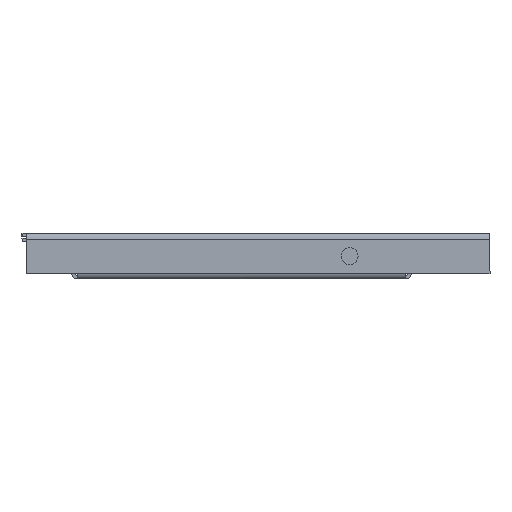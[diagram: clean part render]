
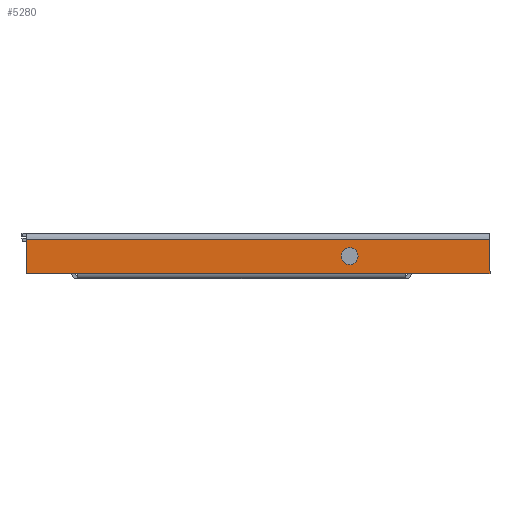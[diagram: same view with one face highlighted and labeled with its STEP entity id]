
A CAD part, left-side view. The second image highlights one B-rep face of the part: STEP entity #5280.
In plain terms, the highlighted planar face has unit normal (-1, 0, 0).
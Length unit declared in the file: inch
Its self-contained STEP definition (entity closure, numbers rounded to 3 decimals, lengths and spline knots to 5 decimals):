
#4 = CARTESIAN_POINT ( 'NONE',  ( -10.077, 0., 0. ) ) ;
#40 = CARTESIAN_POINT ( 'NONE',  ( -10.077, 6.8672, -0.6272 ) ) ;
#64 = VERTEX_POINT ( 'NONE', #5285 ) ;
#170 = LINE ( 'NONE', #4301, #6460 ) ;
#181 = VECTOR ( 'NONE', #2423, 39.37008 ) ;
#272 = DIRECTION ( 'NONE',  ( 0., 0., 1. ) ) ;
#625 = DIRECTION ( 'NONE',  ( 0., 0., -1. ) ) ;
#665 = EDGE_CURVE ( 'NONE', #1087, #64, #4614, .T. ) ;
#870 = ORIENTED_EDGE ( 'NONE', *, *, #6571, .T. ) ;
#971 = ORIENTED_EDGE ( 'NONE', *, *, #4542, .F. ) ;
#1085 = ORIENTED_EDGE ( 'NONE', *, *, #7465, .T. ) ;
#1087 = VERTEX_POINT ( 'NONE', #40 ) ;
#1269 = DIRECTION ( 'NONE',  ( -1., 0., 0. ) ) ;
#1280 = LINE ( 'NONE', #4680, #2062 ) ;
#1664 = CARTESIAN_POINT ( 'NONE',  ( -10.077, 0., -0.6272 ) ) ;
#1732 = FACE_OUTER_BOUND ( 'NONE', #3364, .T. ) ;
#2062 = VECTOR ( 'NONE', #625, 39.37008 ) ;
#2118 = ORIENTED_EDGE ( 'NONE', *, *, #3342, .F. ) ;
#2325 = DIRECTION ( 'NONE',  ( 1., 0., 0. ) ) ;
#2403 = VECTOR ( 'NONE', #6565, 39.37008 ) ;
#2423 = DIRECTION ( 'NONE',  ( 0., -1., 0. ) ) ;
#2452 = CIRCLE ( 'NONE', #3083, 0.125 ) ;
#2492 = CARTESIAN_POINT ( 'NONE',  ( -10.077, 0.0522, -0.125 ) ) ;
#2702 = VERTEX_POINT ( 'NONE', #4707 ) ;
#2706 = CARTESIAN_POINT ( 'NONE',  ( -10.077, 2.1152, -0.2397 ) ) ;
#3062 = VERTEX_POINT ( 'NONE', #5074 ) ;
#3083 = AXIS2_PLACEMENT_3D ( 'NONE', #4718, #1269, #5328 ) ;
#3217 = VERTEX_POINT ( 'NONE', #2706 ) ;
#3293 = AXIS2_PLACEMENT_3D ( 'NONE', #4, #2325, #6421 ) ;
#3342 = EDGE_CURVE ( 'NONE', #3217, #3217, #2452, .T. ) ;
#3364 = EDGE_LOOP ( 'NONE', ( #971, #870, #5190, #1085 ) ) ;
#3446 = EDGE_LOOP ( 'NONE', ( #2118 ) ) ;
#4301 = CARTESIAN_POINT ( 'NONE',  ( -10.077, 0.0522, 0. ) ) ;
#4542 = EDGE_CURVE ( 'NONE', #2702, #3062, #6511, .T. ) ;
#4614 = LINE ( 'NONE', #1664, #181 ) ;
#4680 = CARTESIAN_POINT ( 'NONE',  ( -10.077, 6.8672, 0. ) ) ;
#4707 = CARTESIAN_POINT ( 'NONE',  ( -10.077, 6.8672, -0.125 ) ) ;
#4718 = CARTESIAN_POINT ( 'NONE',  ( -10.077, 2.1152, -0.3647 ) ) ;
#5074 = CARTESIAN_POINT ( 'NONE',  ( -10.077, 0.0522, -0.125 ) ) ;
#5190 = ORIENTED_EDGE ( 'NONE', *, *, #665, .T. ) ;
#5280 = ADVANCED_FACE ( 'NONE', ( #6199, #1732 ), #5820, .F. ) ;
#5285 = CARTESIAN_POINT ( 'NONE',  ( -10.077, 0.0522, -0.6272 ) ) ;
#5328 = DIRECTION ( 'NONE',  ( 0., 0., 1. ) ) ;
#5820 = PLANE ( 'NONE',  #3293 ) ;
#6199 = FACE_BOUND ( 'NONE', #3446, .T. ) ;
#6421 = DIRECTION ( 'NONE',  ( 0., 0., -1. ) ) ;
#6460 = VECTOR ( 'NONE', #272, 39.37008 ) ;
#6511 = LINE ( 'NONE', #2492, #2403 ) ;
#6565 = DIRECTION ( 'NONE',  ( 0., -1., 0. ) ) ;
#6571 = EDGE_CURVE ( 'NONE', #2702, #1087, #1280, .T. ) ;
#7465 = EDGE_CURVE ( 'NONE', #64, #3062, #170, .T. ) ;
